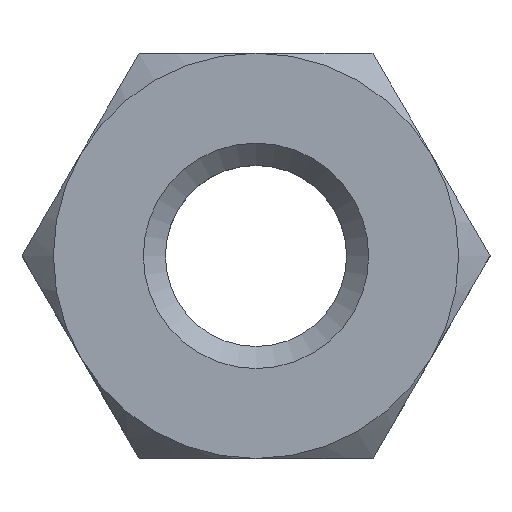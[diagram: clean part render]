
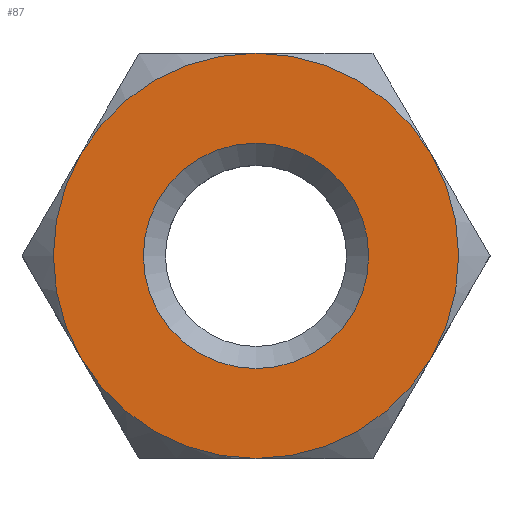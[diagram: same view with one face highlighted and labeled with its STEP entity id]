
A CAD part, top view. The second image highlights one B-rep face of the part: STEP entity #87.
In plain terms, the highlighted planar face has unit normal (0, 0, 1).
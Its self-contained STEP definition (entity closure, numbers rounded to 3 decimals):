
#87 = ADVANCED_FACE( '', ( #174, #175 ), #176, .F. );
#174 = FACE_BOUND( '', #255, .T. );
#175 = FACE_OUTER_BOUND( '', #256, .T. );
#176 = PLANE( '', #257 );
#255 = EDGE_LOOP( '', ( #422 ) );
#256 = EDGE_LOOP( '', ( #423, #424, #425, #426, #427, #428 ) );
#257 = AXIS2_PLACEMENT_3D( '', #429, #430, #431 );
#422 = ORIENTED_EDGE( '', *, *, #500, .T. );
#423 = ORIENTED_EDGE( '', *, *, #514, .F. );
#424 = ORIENTED_EDGE( '', *, *, #498, .F. );
#425 = ORIENTED_EDGE( '', *, *, #479, .F. );
#426 = ORIENTED_EDGE( '', *, *, #495, .F. );
#427 = ORIENTED_EDGE( '', *, *, #512, .F. );
#428 = ORIENTED_EDGE( '', *, *, #451, .F. );
#429 = CARTESIAN_POINT( '', ( 0., 0., 1.2 ) );
#430 = DIRECTION( '', ( 0., 0., -1. ) );
#431 = DIRECTION( '', ( -1., 0., 0. ) );
#451 = EDGE_CURVE( '', #520, #522, #523, .T. );
#479 = EDGE_CURVE( '', #567, #564, #569, .T. );
#495 = EDGE_CURVE( '', #581, #567, #588, .T. );
#498 = EDGE_CURVE( '', #564, #539, #591, .T. );
#500 = EDGE_CURVE( '', #593, #593, #594, .T. );
#512 = EDGE_CURVE( '', #522, #581, #609, .T. );
#514 = EDGE_CURVE( '', #539, #520, #611, .T. );
#520 = VERTEX_POINT( '', #617 );
#522 = VERTEX_POINT( '', #626 );
#523 = CIRCLE( '', #627, 2.75 );
#539 = VERTEX_POINT( '', #667 );
#564 = VERTEX_POINT( '', #725 );
#567 = VERTEX_POINT( '', #733 );
#569 = CIRCLE( '', #740, 2.75 );
#581 = VERTEX_POINT( '', #779 );
#588 = CIRCLE( '', #812, 2.75 );
#591 = CIRCLE( '', #822, 2.75 );
#593 = VERTEX_POINT( '', #824 );
#594 = CIRCLE( '', #825, 1.53 );
#609 = CIRCLE( '', #851, 2.75 );
#611 = CIRCLE( '', #853, 2.75 );
#617 = CARTESIAN_POINT( '', ( 0., 2.75, 1.2 ) );
#626 = CARTESIAN_POINT( '', ( 2.382, 1.375, 1.2 ) );
#627 = AXIS2_PLACEMENT_3D( '', #862, #863, #864 );
#667 = CARTESIAN_POINT( '', ( -2.382, 1.375, 1.2 ) );
#725 = CARTESIAN_POINT( '', ( -2.382, -1.375, 1.2 ) );
#733 = CARTESIAN_POINT( '', ( 0., -2.75, 1.2 ) );
#740 = AXIS2_PLACEMENT_3D( '', #890, #891, #892 );
#779 = CARTESIAN_POINT( '', ( 2.382, -1.375, 1.2 ) );
#812 = AXIS2_PLACEMENT_3D( '', #894, #895, #896 );
#822 = AXIS2_PLACEMENT_3D( '', #897, #898, #899 );
#824 = CARTESIAN_POINT( '', ( 1.53, 0., 1.2 ) );
#825 = AXIS2_PLACEMENT_3D( '', #900, #901, #902 );
#851 = AXIS2_PLACEMENT_3D( '', #910, #911, #912 );
#853 = AXIS2_PLACEMENT_3D( '', #913, #914, #915 );
#862 = CARTESIAN_POINT( '', ( 0., 0., 1.2 ) );
#863 = DIRECTION( '', ( 0., 0., -1. ) );
#864 = DIRECTION( '', ( -1., 0., 0. ) );
#890 = CARTESIAN_POINT( '', ( 0., 0., 1.2 ) );
#891 = DIRECTION( '', ( 0., 0., -1. ) );
#892 = DIRECTION( '', ( -1., 0., 0. ) );
#894 = CARTESIAN_POINT( '', ( 0., 0., 1.2 ) );
#895 = DIRECTION( '', ( 0., 0., -1. ) );
#896 = DIRECTION( '', ( -1., 0., 0. ) );
#897 = CARTESIAN_POINT( '', ( 0., 0., 1.2 ) );
#898 = DIRECTION( '', ( 0., 0., -1. ) );
#899 = DIRECTION( '', ( -1., 0., 0. ) );
#900 = CARTESIAN_POINT( '', ( 0., 0., 1.2 ) );
#901 = DIRECTION( '', ( 0., 0., -1. ) );
#902 = DIRECTION( '', ( 1., 0., 0. ) );
#910 = CARTESIAN_POINT( '', ( 0., 0., 1.2 ) );
#911 = DIRECTION( '', ( 0., 0., -1. ) );
#912 = DIRECTION( '', ( -1., 0., 0. ) );
#913 = CARTESIAN_POINT( '', ( 0., 0., 1.2 ) );
#914 = DIRECTION( '', ( 0., 0., -1. ) );
#915 = DIRECTION( '', ( -1., 0., 0. ) );
